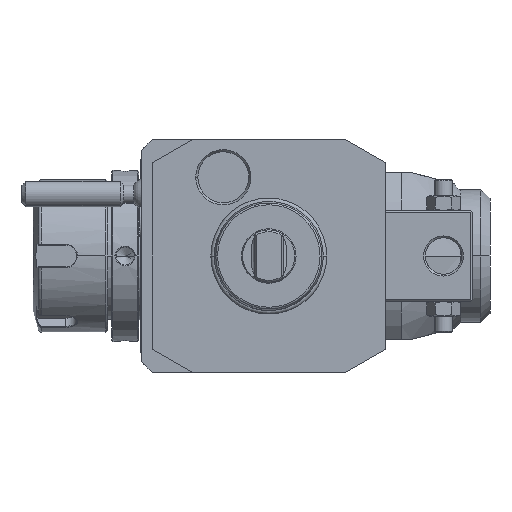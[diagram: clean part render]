
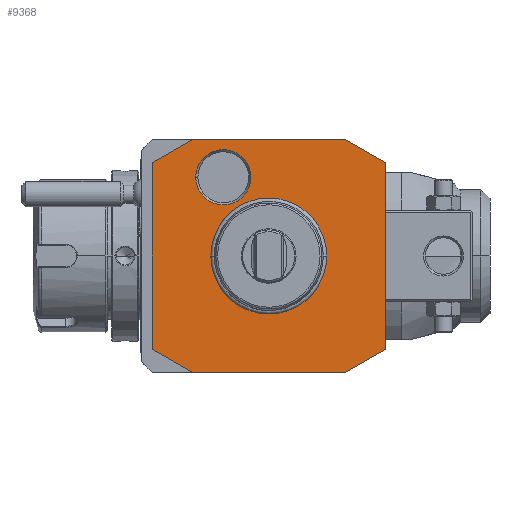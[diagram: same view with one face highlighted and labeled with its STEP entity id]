
A CAD part, front view. The second image highlights one B-rep face of the part: STEP entity #9368.
In plain terms, the highlighted planar face has unit normal (0, -1, 0).
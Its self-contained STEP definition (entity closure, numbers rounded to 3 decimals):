
#1=DIRECTION('',(0.866,0.,0.5));
#2=VECTOR('',#1,12.702);
#3=CARTESIAN_POINT('',(21.,0.,-32.));
#4=LINE('',#3,#2);
#5=DIRECTION('',(1.,0.,0.));
#6=VECTOR('',#5,42.);
#7=CARTESIAN_POINT('',(-21.,0.,-32.));
#8=LINE('',#7,#6);
#9=DIRECTION('',(0.866,0.,-0.5));
#10=VECTOR('',#9,12.702);
#11=CARTESIAN_POINT('',(-32.,0.,-25.649));
#12=LINE('',#11,#10);
#13=DIRECTION('',(0.,0.,-1.));
#14=VECTOR('',#13,51.298);
#15=CARTESIAN_POINT('',(-32.,0.,25.649));
#16=LINE('',#15,#14);
#17=DIRECTION('',(-0.866,0.,-0.5));
#18=VECTOR('',#17,12.702);
#19=CARTESIAN_POINT('',(-21.,0.,32.));
#20=LINE('',#19,#18);
#21=DIRECTION('',(-1.,0.,0.));
#22=VECTOR('',#21,42.);
#23=CARTESIAN_POINT('',(21.,0.,32.));
#24=LINE('',#23,#22);
#25=DIRECTION('',(-0.866,0.,0.5));
#26=VECTOR('',#25,12.702);
#27=CARTESIAN_POINT('',(32.,0.,25.649));
#28=LINE('',#27,#26);
#29=DIRECTION('',(0.,0.,1.));
#30=VECTOR('',#29,51.298);
#31=CARTESIAN_POINT('',(32.,0.,-25.649));
#32=LINE('',#31,#30);
#33=CARTESIAN_POINT('',(-12.5,0.,21.651));
#34=DIRECTION('',(0.,1.,0.));
#35=DIRECTION('',(1.,0.,0.));
#36=AXIS2_PLACEMENT_3D('',#33,#34,#35);
#38=CARTESIAN_POINT('',(-12.5,0.,21.651));
#39=DIRECTION('',(0.,1.,0.));
#40=DIRECTION('',(-1.,0.,0.));
#41=AXIS2_PLACEMENT_3D('',#38,#39,#40);
#6981=CARTESIAN_POINT('',(0.,0.,0.));
#6982=DIRECTION('',(0.,-1.,0.));
#6983=DIRECTION('',(1.,0.,0.));
#6984=AXIS2_PLACEMENT_3D('',#6981,#6982,#6983);
#6986=CARTESIAN_POINT('',(0.,0.,0.));
#6987=DIRECTION('',(0.,-1.,0.));
#6988=DIRECTION('',(-1.,0.,0.));
#6989=AXIS2_PLACEMENT_3D('',#6986,#6987,#6988);
#8363=CARTESIAN_POINT('',(-4.923,0.,
21.651));
#8364=CARTESIAN_POINT('',(-20.077,0.,
21.651));
#8365=VERTEX_POINT('',#8363);
#8366=VERTEX_POINT('',#8364);
#9171=CARTESIAN_POINT('',(21.,0.,-32.));
#9172=CARTESIAN_POINT('',(32.,0.,-25.649));
#9173=VERTEX_POINT('',#9171);
#9174=VERTEX_POINT('',#9172);
#9175=CARTESIAN_POINT('',(32.,0.,25.649));
#9176=VERTEX_POINT('',#9175);
#9177=CARTESIAN_POINT('',(21.,0.,32.));
#9178=VERTEX_POINT('',#9177);
#9179=CARTESIAN_POINT('',(-21.,0.,32.));
#9180=VERTEX_POINT('',#9179);
#9181=CARTESIAN_POINT('',(-32.,0.,25.649));
#9182=VERTEX_POINT('',#9181);
#9183=CARTESIAN_POINT('',(-32.,0.,-25.649));
#9184=VERTEX_POINT('',#9183);
#9185=CARTESIAN_POINT('',(-21.,0.,-32.));
#9186=VERTEX_POINT('',#9185);
#9199=CARTESIAN_POINT('',(15.783,0.,0.));
#9200=CARTESIAN_POINT('',(-15.783,0.,0.));
#9201=VERTEX_POINT('',#9199);
#9202=VERTEX_POINT('',#9200);
#9333=CARTESIAN_POINT('',(0.,0.,0.));
#9334=DIRECTION('',(0.,-1.,0.));
#9335=DIRECTION('',(-1.,0.,0.));
#9336=AXIS2_PLACEMENT_3D('',#9333,#9334,#9335);
#9337=PLANE('',#9336);
#9339=ORIENTED_EDGE('',*,*,#9338,.F.);
#9341=ORIENTED_EDGE('',*,*,#9340,.F.);
#9343=ORIENTED_EDGE('',*,*,#9342,.F.);
#9345=ORIENTED_EDGE('',*,*,#9344,.F.);
#9347=ORIENTED_EDGE('',*,*,#9346,.F.);
#9349=ORIENTED_EDGE('',*,*,#9348,.F.);
#9351=ORIENTED_EDGE('',*,*,#9350,.F.);
#9353=ORIENTED_EDGE('',*,*,#9352,.F.);
#9354=EDGE_LOOP('',(#9339,#9341,#9343,#9345,#9347,#9349,#9351,#9353));
#9355=FACE_OUTER_BOUND('',#9354,.F.);
#9357=ORIENTED_EDGE('',*,*,#9356,.T.);
#9359=ORIENTED_EDGE('',*,*,#9358,.T.);
#9360=EDGE_LOOP('',(#9357,#9359));
#9361=FACE_BOUND('',#9360,.F.);
#9363=ORIENTED_EDGE('',*,*,#9362,.F.);
#9365=ORIENTED_EDGE('',*,*,#9364,.F.);
#9366=EDGE_LOOP('',(#9363,#9365));
#9367=FACE_BOUND('',#9366,.F.);
#37=CIRCLE('',#36,7.577);
#42=CIRCLE('',#41,7.577);
#6985=CIRCLE('',#6984,15.783);
#6990=CIRCLE('',#6989,15.783);
#9338=EDGE_CURVE('',#9173,#9174,#4,.T.);
#9340=EDGE_CURVE('',#9186,#9173,#8,.T.);
#9342=EDGE_CURVE('',#9184,#9186,#12,.T.);
#9344=EDGE_CURVE('',#9182,#9184,#16,.T.);
#9346=EDGE_CURVE('',#9180,#9182,#20,.T.);
#9348=EDGE_CURVE('',#9178,#9180,#24,.T.);
#9350=EDGE_CURVE('',#9176,#9178,#28,.T.);
#9352=EDGE_CURVE('',#9174,#9176,#32,.T.);
#9356=EDGE_CURVE('',#9201,#9202,#6985,.T.);
#9358=EDGE_CURVE('',#9202,#9201,#6990,.T.);
#9362=EDGE_CURVE('',#8365,#8366,#37,.T.);
#9364=EDGE_CURVE('',#8366,#8365,#42,.T.);
#9368=ADVANCED_FACE('',(#9355,#9361,#9367),#9337,.T.);
